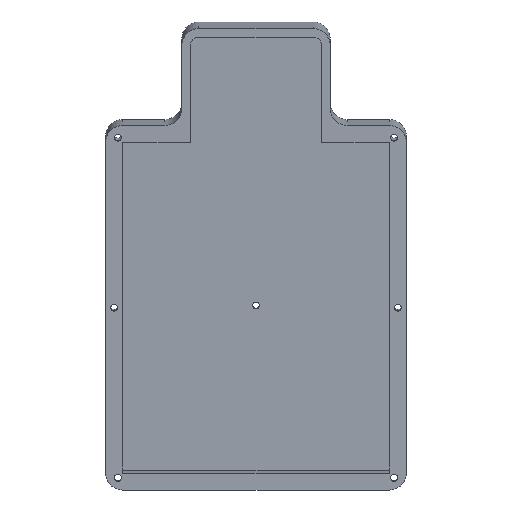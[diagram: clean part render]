
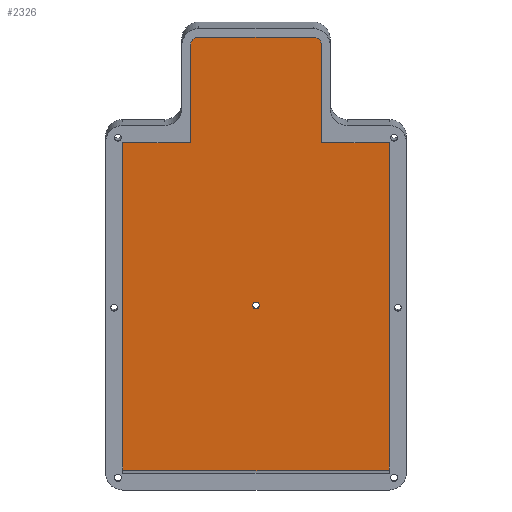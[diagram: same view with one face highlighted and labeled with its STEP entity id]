
A CAD part, top view. The second image highlights one B-rep face of the part: STEP entity #2326.
In plain terms, the highlighted planar face has unit normal (0, -0.087, 0.996).
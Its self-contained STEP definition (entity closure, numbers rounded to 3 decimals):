
#1808=CARTESIAN_POINT('',(57.445,97.011,-104.976));
#1809=VERTEX_POINT('',#1808);
#1818=CARTESIAN_POINT('',(77.295,97.011,-104.976));
#1819=VERTEX_POINT('',#1818);
#1820=CARTESIAN_POINT('',(77.295,97.011,-104.976));
#1821=DIRECTION('',(-1.,0.,0.));
#1822=VECTOR('',#1821,19.85);
#1823=LINE('',#1820,#1822);
#1824=EDGE_CURVE('',#1819,#1809,#1823,.T.);
#2124=CARTESIAN_POINT('',(18.945,97.011,-104.976));
#2125=VERTEX_POINT('',#2124);
#2126=CARTESIAN_POINT('',(-0.905,97.011,-104.976));
#2127=VERTEX_POINT('',#2126);
#2128=CARTESIAN_POINT('',(18.945,97.011,-104.976));
#2129=DIRECTION('',(-1.,0.,0.));
#2130=VECTOR('',#2129,19.85);
#2131=LINE('',#2128,#2130);
#2132=EDGE_CURVE('',#2125,#2127,#2131,.T.);
#2156=CARTESIAN_POINT('',(77.295,0.131,-113.452));
#2157=VERTEX_POINT('',#2156);
#2158=CARTESIAN_POINT('',(77.295,97.011,-104.976));
#2159=DIRECTION('',(0.,-0.996,-0.087));
#2160=VECTOR('',#2159,97.25);
#2161=LINE('',#2158,#2160);
#2162=EDGE_CURVE('',#1819,#2157,#2161,.T.);
#2179=CARTESIAN_POINT('',(-0.905,0.131,-113.452));
#2180=VERTEX_POINT('',#2179);
#2181=CARTESIAN_POINT('',(-0.905,0.131,-113.452));
#2182=DIRECTION('',(1.,0.,-0.));
#2183=VECTOR('',#2182,78.2);
#2184=LINE('',#2181,#2183);
#2185=EDGE_CURVE('',#2180,#2157,#2184,.T.);
#2203=CARTESIAN_POINT('',(-0.905,97.011,-104.976));
#2204=DIRECTION('',(0.,-0.996,-0.087));
#2205=VECTOR('',#2204,97.25);
#2206=LINE('',#2203,#2205);
#2207=EDGE_CURVE('',#2127,#2180,#2206,.T.);
#2215=CARTESIAN_POINT('',(0.,0.87,-113.388));
#2216=DIRECTION('',(0.,-0.087,0.996));
#2217=DIRECTION('',(1.,0.,0.));
#2218=AXIS2_PLACEMENT_3D('',#2215,#2216,#2217);
#2219=PLANE('',#2218);
#2220=CARTESIAN_POINT('',(18.945,125.402,-102.492));
#2221=VERTEX_POINT('',#2220);
#2222=CARTESIAN_POINT('',(18.945,97.011,-104.976));
#2223=DIRECTION('',(0.,0.996,0.087));
#2224=VECTOR('',#2223,28.5);
#2225=LINE('',#2222,#2224);
#2226=EDGE_CURVE('',#2125,#2221,#2225,.T.);
#2227=ORIENTED_EDGE('',*,*,#2226,.F.);
#2228=ORIENTED_EDGE('',*,*,#2132,.T.);
#2229=ORIENTED_EDGE('',*,*,#2207,.T.);
#2230=ORIENTED_EDGE('',*,*,#2185,.T.);
#2231=ORIENTED_EDGE('',*,*,#2162,.F.);
#2232=ORIENTED_EDGE('',*,*,#1824,.T.);
#2233=CARTESIAN_POINT('',(57.445,125.402,-102.492));
#2234=VERTEX_POINT('',#2233);
#2235=CARTESIAN_POINT('',(57.445,125.402,-102.492));
#2236=DIRECTION('',(0.,-0.996,-0.087));
#2237=VECTOR('',#2236,28.5);
#2238=LINE('',#2235,#2237);
#2239=EDGE_CURVE('',#2234,#1809,#2238,.T.);
#2240=ORIENTED_EDGE('',*,*,#2239,.F.);
#2241=CARTESIAN_POINT('',(56.758,127.118,-102.342));
#2242=VERTEX_POINT('',#2241);
#2243=CARTESIAN_POINT('',(56.758,127.118,-102.342));
#2244=CARTESIAN_POINT('',(56.85,127.021,-102.351));
#2245=CARTESIAN_POINT('',(57.042,126.783,-102.372));
#2246=CARTESIAN_POINT('',(57.261,126.376,-102.407));
#2247=CARTESIAN_POINT('',(57.41,125.899,-102.449));
#2248=CARTESIAN_POINT('',(57.445,125.573,-102.477));
#2249=CARTESIAN_POINT('',(57.445,125.402,-102.492));
#2250=B_SPLINE_CURVE_WITH_KNOTS('',3,(#2243,#2244,#2245,#2246,#2247,#2248,#2249),.UNSPECIFIED.,.F.,.F.,(4,1,1,1,4),(0.002,0.002,0.003,0.003,0.004),.UNSPECIFIED.);
#2251=EDGE_CURVE('',#2242,#2234,#2250,.T.);
#2252=ORIENTED_EDGE('',*,*,#2251,.F.);
#2253=CARTESIAN_POINT('',(56.685,127.191,-102.336));
#2254=VERTEX_POINT('',#2253);
#2255=CARTESIAN_POINT('',(54.945,125.402,-102.492));
#2256=DIRECTION('',(0.,-0.087,0.996));
#2257=DIRECTION('',(1.,0.,0.));
#2258=AXIS2_PLACEMENT_3D('',#2255,#2256,#2257);
#2259=CIRCLE('',#2258,2.5);
#2260=EDGE_CURVE('',#2242,#2254,#2259,.T.);
#2261=ORIENTED_EDGE('',*,*,#2260,.T.);
#2262=CARTESIAN_POINT('',(54.945,127.893,-102.275));
#2263=VERTEX_POINT('',#2262);
#2264=CARTESIAN_POINT('',(54.945,127.893,-102.275));
#2265=CARTESIAN_POINT('',(55.102,127.893,-102.275));
#2266=CARTESIAN_POINT('',(55.428,127.861,-102.277));
#2267=CARTESIAN_POINT('',(55.894,127.721,-102.29));
#2268=CARTESIAN_POINT('',(56.324,127.495,-102.309));
#2269=CARTESIAN_POINT('',(56.572,127.3,-102.326));
#2270=CARTESIAN_POINT('',(56.685,127.191,-102.336));
#2271=B_SPLINE_CURVE_WITH_KNOTS('',3,(#2264,#2265,#2266,#2267,#2268,#2269,#2270),.UNSPECIFIED.,.F.,.F.,(4,1,1,1,4),(0.,0.,0.001,0.001,0.002),.UNSPECIFIED.);
#2272=EDGE_CURVE('',#2263,#2254,#2271,.T.);
#2273=ORIENTED_EDGE('',*,*,#2272,.F.);
#2274=CARTESIAN_POINT('',(21.445,127.893,-102.275));
#2275=VERTEX_POINT('',#2274);
#2276=CARTESIAN_POINT('',(21.445,127.893,-102.275));
#2277=DIRECTION('',(1.,0.,-0.));
#2278=VECTOR('',#2277,33.5);
#2279=LINE('',#2276,#2278);
#2280=EDGE_CURVE('',#2275,#2263,#2279,.T.);
#2281=ORIENTED_EDGE('',*,*,#2280,.F.);
#2282=CARTESIAN_POINT('',(19.723,127.208,-102.334));
#2283=VERTEX_POINT('',#2282);
#2284=CARTESIAN_POINT('',(19.723,127.208,-102.334));
#2285=CARTESIAN_POINT('',(19.821,127.3,-102.326));
#2286=CARTESIAN_POINT('',(20.06,127.491,-102.31));
#2287=CARTESIAN_POINT('',(20.468,127.71,-102.291));
#2288=CARTESIAN_POINT('',(20.947,127.858,-102.278));
#2289=CARTESIAN_POINT('',(21.274,127.893,-102.275));
#2290=CARTESIAN_POINT('',(21.445,127.893,-102.275));
#2291=B_SPLINE_CURVE_WITH_KNOTS('',3,(#2284,#2285,#2286,#2287,#2288,#2289,#2290),.UNSPECIFIED.,.F.,.F.,(4,1,1,1,4),(0.002,0.002,0.003,0.003,0.004),.UNSPECIFIED.);
#2292=EDGE_CURVE('',#2283,#2275,#2291,.T.);
#2293=ORIENTED_EDGE('',*,*,#2292,.F.);
#2294=CARTESIAN_POINT('',(19.65,127.135,-102.341));
#2295=VERTEX_POINT('',#2294);
#2296=CARTESIAN_POINT('',(21.445,125.402,-102.492));
#2297=DIRECTION('',(0.,-0.087,0.996));
#2298=DIRECTION('',(1.,0.,0.));
#2299=AXIS2_PLACEMENT_3D('',#2296,#2297,#2298);
#2300=CIRCLE('',#2299,2.5);
#2301=EDGE_CURVE('',#2283,#2295,#2300,.T.);
#2302=ORIENTED_EDGE('',*,*,#2301,.T.);
#2303=CARTESIAN_POINT('',(18.945,125.402,-102.492));
#2304=CARTESIAN_POINT('',(18.945,125.559,-102.479));
#2305=CARTESIAN_POINT('',(18.977,125.884,-102.45));
#2306=CARTESIAN_POINT('',(19.118,126.348,-102.41));
#2307=CARTESIAN_POINT('',(19.344,126.776,-102.372));
#2308=CARTESIAN_POINT('',(19.54,127.022,-102.351));
#2309=CARTESIAN_POINT('',(19.65,127.135,-102.341));
#2310=B_SPLINE_CURVE_WITH_KNOTS('',3,(#2303,#2304,#2305,#2306,#2307,#2308,#2309),.UNSPECIFIED.,.F.,.F.,(4,1,1,1,4),(0.,0.,0.001,0.001,0.002),.UNSPECIFIED.);
#2311=EDGE_CURVE('',#2221,#2295,#2310,.T.);
#2312=ORIENTED_EDGE('',*,*,#2311,.F.);
#2313=EDGE_LOOP('',(#2227,#2228,#2229,#2230,#2231,#2232,#2240,#2252,#2261,#2273,#2281,#2293,#2302,#2312));
#2314=FACE_BOUND('',#2313,.T.);
#2315=CARTESIAN_POINT('',(39.195,48.571,-109.214));
#2316=VERTEX_POINT('',#2315);
#2317=CARTESIAN_POINT('',(38.195,48.571,-109.214));
#2318=DIRECTION('',(-0.,0.087,-0.996));
#2319=DIRECTION('',(1.,0.,0.));
#2320=AXIS2_PLACEMENT_3D('',#2317,#2318,#2319);
#2321=CIRCLE('',#2320,1.);
#2322=EDGE_CURVE('',#2316,#2316,#2321,.T.);
#2323=ORIENTED_EDGE('',*,*,#2322,.T.);
#2324=EDGE_LOOP('',(#2323));
#2325=FACE_BOUND('',#2324,.T.);
#2326=ADVANCED_FACE('',(#2314,#2325),#2219,.T.);
